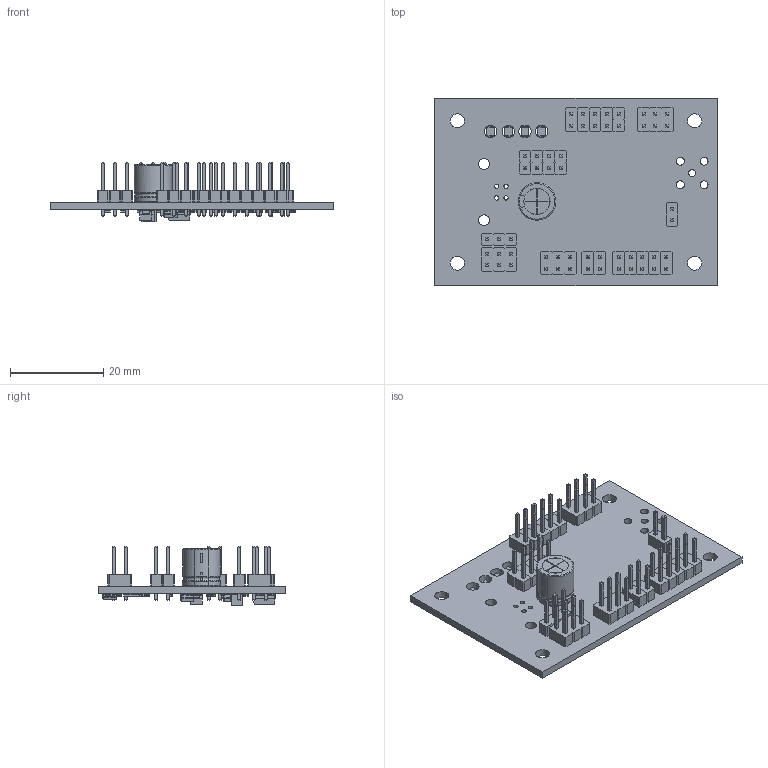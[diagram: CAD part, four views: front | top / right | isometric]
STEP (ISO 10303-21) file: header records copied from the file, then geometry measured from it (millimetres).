
FILE_DESCRIPTION(('KiCad electronic assembly'),'2;1');
FILE_NAME('GPS02B.step','2023-05-25T07:43:07',('Pcbnew'),('Kicad'), 'Open CASCADE STEP processor 7.5','KiCad to STEP converter','Unknown' );
FILE_SCHEMA(('AUTOMOTIVE_DESIGN { 1 0 10303 214 1 1 1 1 }'));
Length unit declared in the file: millimetre
Products named in the file (28): GPS02B 1; CP_Radial_D8.0mm_P3.50mm; SOLID; PinHeader_2x03_P2.54mm_Vertical; PinHeader_2x01_P2.54mm_Vertical; PinHeader_1x02_P2.54mm_Vertical; PinHeader_1x03_P2.54mm_Vertical; R_0805_2012Metric; D_SMA; LED_1206_3216Metric; L_1210_3225Metric; L_0402_1005Metric; SOT-23-5; SOT-23-6; SOT-23; tmpdh7f3xjg PCB
Assembly tree (69 placements, depth 3):
  GPS02B 1
    CP_Radial_D8.0mm_P3.50mm
      SOLID
    PinHeader_2x03_P2.54mm_Vertical  x3
      SOLID
    PinHeader_2x01_P2.54mm_Vertical  x12
      SOLID
    PinHeader_1x02_P2.54mm_Vertical  x5
      SOLID
    PinHeader_1x03_P2.54mm_Vertical
      SOLID
    R_0805_2012Metric  x22
      SOLID
    D_SMA  x2
      SOLID
    LED_1206_3216Metric  x4
      SOLID
    L_1210_3225Metric
      SOLID
    L_0402_1005Metric
      SOLID
    SOT-23-5
      SOLID
    SOT-23-6
      SOLID
    SOT-23
      SOLID
    tmpdh7f3xjg PCB
Bounding box: 60.45 x 40.13 x 12.74 mm (x, y, z)
Volume: 5315.6 mm3; surface area: 9089.6 mm2
Topology: 56 solids, 57 shells, 2633 faces, 6467 edges, 4071 vertices
Faces by surface type: plane 2124, cylinder 387, bspline 114, revolution 6, torus 2
Full cylindrical faces by diameter (mm): 0.5 x2, 0.8 x2, 0.889 x55, 0.92 x4, 1.5 x1, 1.7 x4, 2.33 x2, 2.7 x4, 3 x4
Entity records: 66009 total; most frequent: CARTESIAN_POINT 13351, DIRECTION 8429, LINE 5735, VECTOR 5735, ORIENTED_EDGE 4604, PCURVE 4604, DEFINITIONAL_REPRESENTATION 4604, EDGE_CURVE 2302
